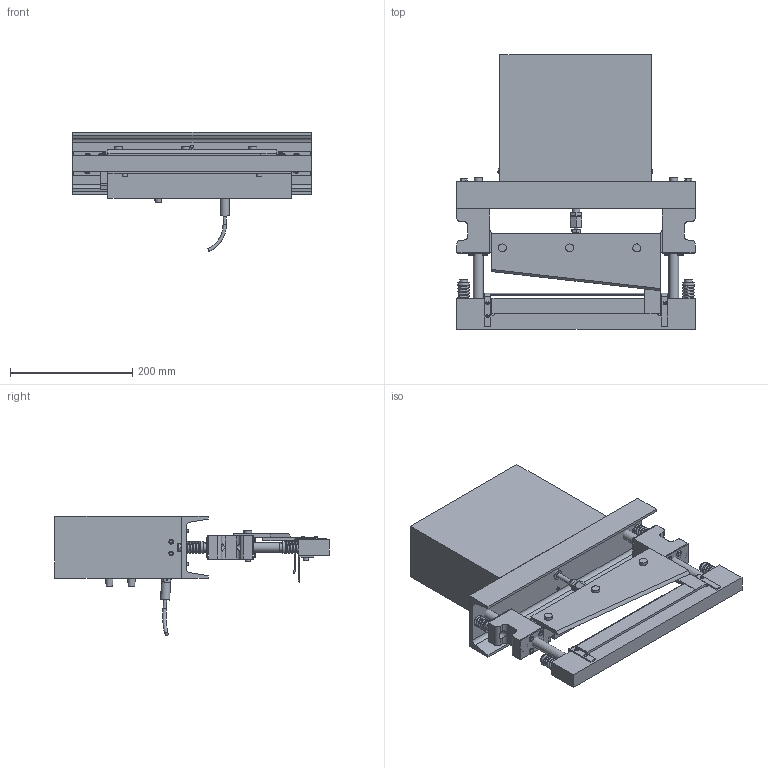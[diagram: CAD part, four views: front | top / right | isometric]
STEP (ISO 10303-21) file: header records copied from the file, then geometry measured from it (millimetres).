
FILE_DESCRIPTION(/* description */ (''),/* implementation_level */ '2;1');
FILE_NAME(/* name */ 'SKC250.stp',/* time_stamp */ '2016-05-20T10:36:16-04:00',/* author */ ('MArrecis'),/* organization */ (''),/* preprocessor_version */ 'ST-DEVELOPER v16.1',/* originating_system */ 'Autodesk Inventor 2016',/* authorisation */ '');
FILE_SCHEMA (('CONFIG_CONTROL_DESIGN'));
Products named in the file (1): SKC250_Shrinkwrap_1
Bounding box: 390 x 449.07 x 195.14 mm (x, y, z)
Surface area: 630375.1 mm2 (no closed solid volume)
Topology: 0 solids, 98 shells, 280 faces, 763 edges, 547 vertices
Faces by surface type: plane 180, cylinder 70, torus 18, bspline 8, cone 4
Full cylindrical faces by diameter (mm): 5 x2, 5.5 x1, 7.8 x1, 8 x8, 8.5 x2, 12.5 x1, 13 x9, 14 x4, 15 x1, 16 x3, 19.05 x4
Entity records: 40549 total; most frequent: CARTESIAN_POINT 33307, DIRECTION 1418, ORIENTED_EDGE 1087, EDGE_CURVE 700, VERTEX_POINT 542, AXIS2_PLACEMENT_3D 478, LINE 462, VECTOR 462
